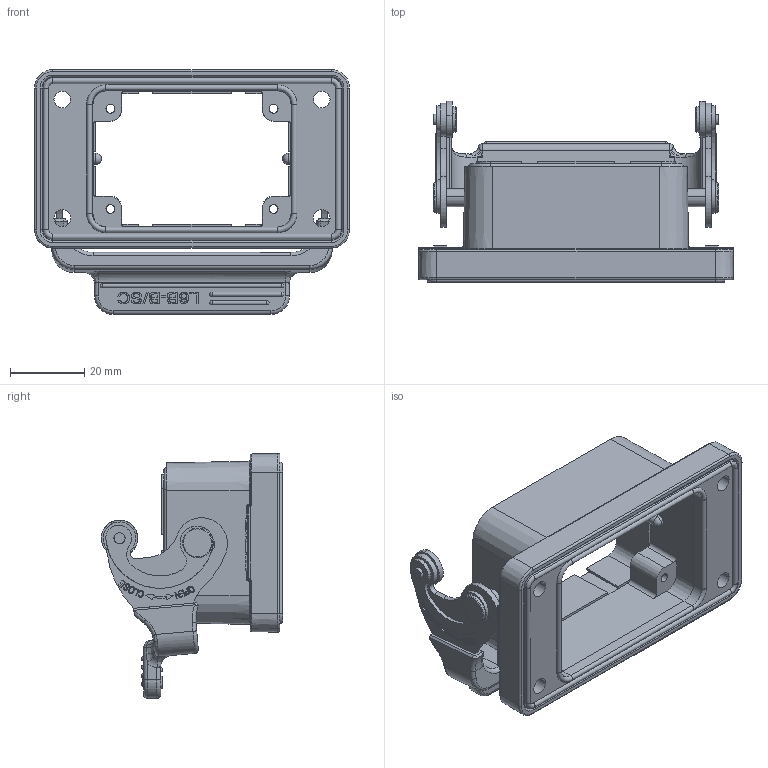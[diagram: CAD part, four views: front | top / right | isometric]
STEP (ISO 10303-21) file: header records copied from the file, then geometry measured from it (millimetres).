
FILE_DESCRIPTION((''),'2;1');
FILE_NAME('1','2018-10-27T',('lj.zou'),(''),'PRO/ENGINEER BY PARAMETRIC TECHNOLOGY CORPORATION, 2012480','PRO/ENGINEER BY PARAMETRIC TECHNOLOGY CORPORATION, 2012480','');
FILE_SCHEMA(('CONFIG_CONTROL_DESIGN'));
Products named in the file (1): 1
Bounding box: 84.98 x 48.88 x 66.06 mm (x, y, z)
Volume: 45624 mm3; surface area: 29511.4 mm2
Topology: 1 solids, 36 shells, 1432 faces, 3920 edges, 2562 vertices
Faces by surface type: plane 642, cylinder 300, extrusion 257, sphere 74, cone 60, torus 58, bspline 41
Entity records: 52990 total; most frequent: CARTESIAN_POINT 14218, ORIENTED_EDGE 7622, DIRECTION 6505, EDGE_CURVE 3853, VERTEX_POINT 2562, VECTOR 2371, LINE 2114, AXIS2_PLACEMENT_3D 2067
